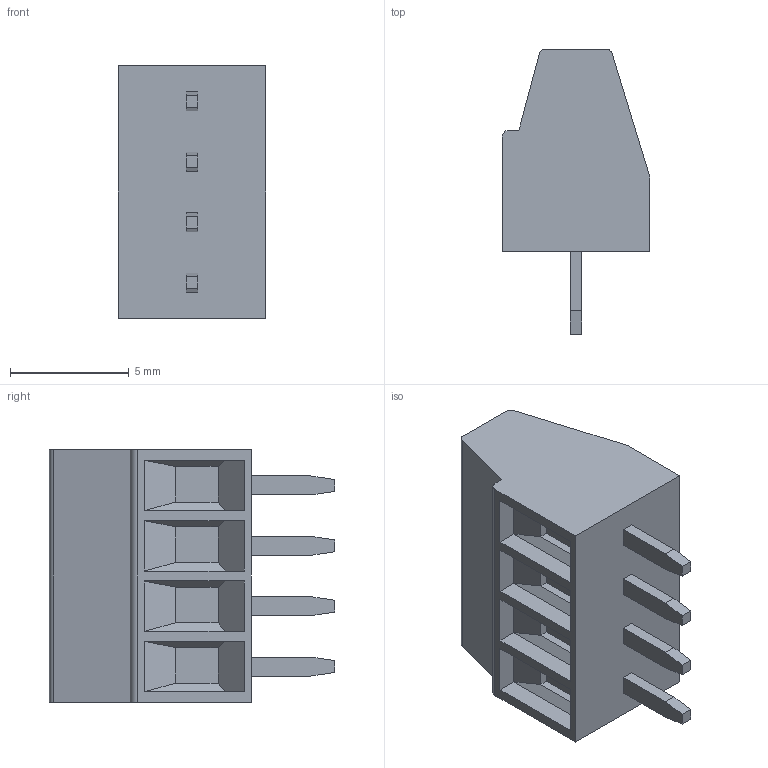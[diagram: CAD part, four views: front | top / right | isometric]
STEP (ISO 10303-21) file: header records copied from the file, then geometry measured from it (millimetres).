
FILE_DESCRIPTION((''),'2;1');
FILE_NAME('PRT0008','2024-08-24T10:09:12',('tluser'),(''),'CREO PARAMETRIC BY PTC INC, 2018100','CREO PARAMETRIC BY PTC INC, 2018100','');
FILE_SCHEMA(('AUTOMOTIVE_DESIGN { 1 0 10303 214 1 1 1 1 }'));
Length unit declared in the file: millimetre
Products named in the file (1): PRT0008
Bounding box: 6.2 x 12 x 10.62 mm (x, y, z)
Volume: 425.6 mm3; surface area: 492.7 mm2
Topology: 1 solids, 1 shells, 117 faces, 285 edges, 182 vertices
Faces by surface type: plane 105, cylinder 12
Entity records: 3481 total; most frequent: CARTESIAN_POINT 595, DIRECTION 572, ORIENTED_EDGE 570, EDGE_CURVE 285, VECTOR 245, LINE 245, VERTEX_POINT 182, AXIS2_PLACEMENT_3D 162
